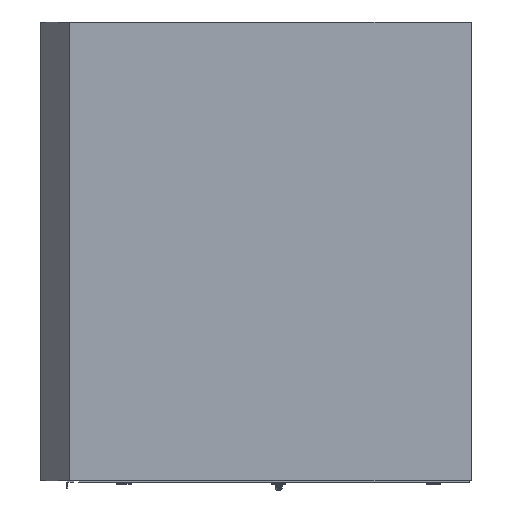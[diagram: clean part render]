
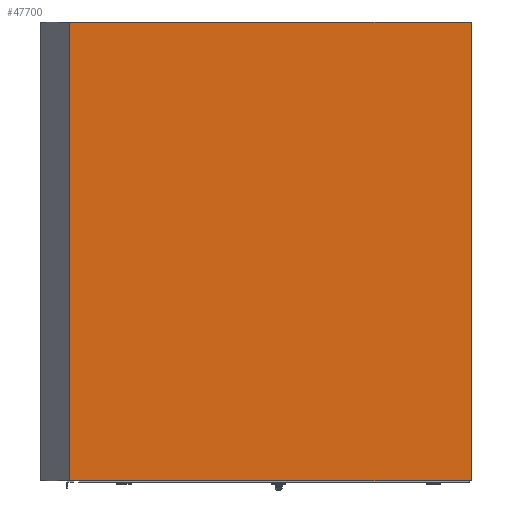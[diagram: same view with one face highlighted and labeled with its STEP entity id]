
A CAD part, left-side view. The second image highlights one B-rep face of the part: STEP entity #47700.
In plain terms, the highlighted planar face has unit normal (-1, 0, 0).
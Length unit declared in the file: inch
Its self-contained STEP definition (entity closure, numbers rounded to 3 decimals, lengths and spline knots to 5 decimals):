
#182 = ORIENTED_EDGE ( 'NONE', *, *, #77989, .F. ) ;
#8421 = VECTOR ( 'NONE', #20249, 39.37008 ) ;
#11833 = VERTEX_POINT ( 'NONE', #35481 ) ;
#12197 = DIRECTION ( 'NONE',  ( 0., 0., 1. ) ) ;
#20249 = DIRECTION ( 'NONE',  ( 0., -1., 0. ) ) ;
#21379 = LINE ( 'NONE', #22170, #55372 ) ;
#21528 = ORIENTED_EDGE ( 'NONE', *, *, #31773, .F. ) ;
#22170 = CARTESIAN_POINT ( 'NONE',  ( 0., 84., 0. ) ) ;
#24199 = AXIS2_PLACEMENT_3D ( 'NONE', #74153, #49175, #50325 ) ;
#27252 = VECTOR ( 'NONE', #12197, 39.37008 ) ;
#28474 = LINE ( 'NONE', #52265, #8421 ) ;
#28784 = EDGE_CURVE ( 'NONE', #73308, #11833, #42688, .T. ) ;
#29162 = CARTESIAN_POINT ( 'NONE',  ( 0., 84., -96. ) ) ;
#30426 = LINE ( 'NONE', #59809, #27252 ) ;
#31568 = CARTESIAN_POINT ( 'NONE',  ( 0., 0., 0. ) ) ;
#31773 = EDGE_CURVE ( 'NONE', #70498, #11833, #21379, .T. ) ;
#35481 = CARTESIAN_POINT ( 'NONE',  ( 0., 0., 0. ) ) ;
#36926 = PLANE ( 'NONE',  #24199 ) ;
#37080 = EDGE_CURVE ( 'NONE', #56030, #73308, #28474, .T. ) ;
#39836 = ORIENTED_EDGE ( 'NONE', *, *, #37080, .T. ) ;
#42637 = VECTOR ( 'NONE', #56141, 39.37008 ) ;
#42688 = LINE ( 'NONE', #31568, #42637 ) ;
#43755 = CARTESIAN_POINT ( 'NONE',  ( 0., 0., -96. ) ) ;
#47700 = ADVANCED_FACE ( 'NONE', ( #73007 ), #36926, .F. ) ;
#49175 = DIRECTION ( 'NONE',  ( 1., 0., 0. ) ) ;
#50325 = DIRECTION ( 'NONE',  ( 0., 0., -1. ) ) ;
#52265 = CARTESIAN_POINT ( 'NONE',  ( 0., 84., -96. ) ) ;
#55372 = VECTOR ( 'NONE', #57506, 39.37008 ) ;
#56030 = VERTEX_POINT ( 'NONE', #29162 ) ;
#56141 = DIRECTION ( 'NONE',  ( 0., 0., 1. ) ) ;
#57506 = DIRECTION ( 'NONE',  ( 0., -1., 0. ) ) ;
#58811 = EDGE_LOOP ( 'NONE', ( #68743, #21528, #182, #39836 ) ) ;
#59809 = CARTESIAN_POINT ( 'NONE',  ( 0., 84., 0. ) ) ;
#68743 = ORIENTED_EDGE ( 'NONE', *, *, #28784, .T. ) ;
#70498 = VERTEX_POINT ( 'NONE', #74585 ) ;
#73007 = FACE_OUTER_BOUND ( 'NONE', #58811, .T. ) ;
#73308 = VERTEX_POINT ( 'NONE', #43755 ) ;
#74153 = CARTESIAN_POINT ( 'NONE',  ( 0., 84., 0. ) ) ;
#74585 = CARTESIAN_POINT ( 'NONE',  ( 0., 84., 0. ) ) ;
#77989 = EDGE_CURVE ( 'NONE', #56030, #70498, #30426, .T. ) ;
